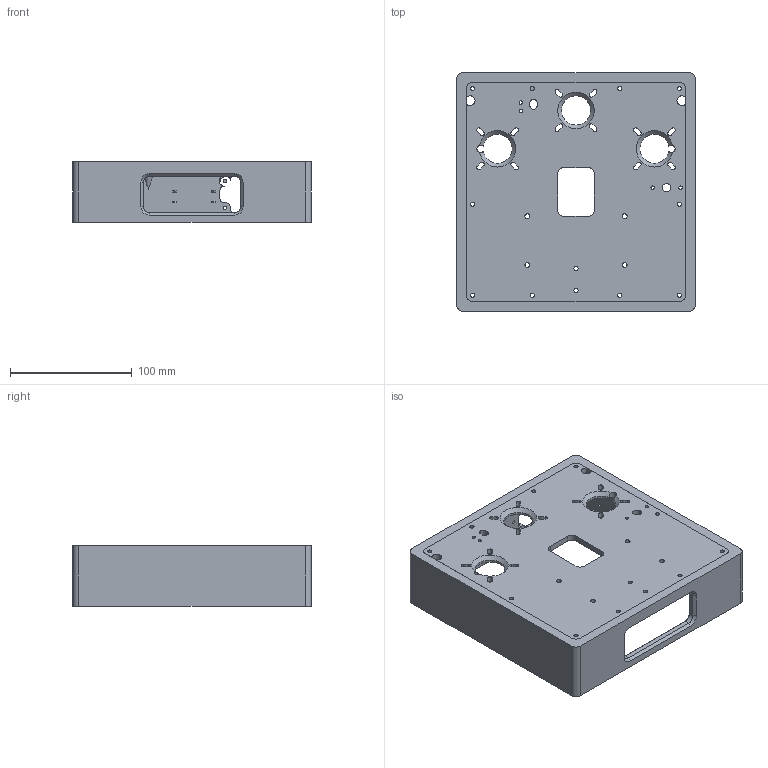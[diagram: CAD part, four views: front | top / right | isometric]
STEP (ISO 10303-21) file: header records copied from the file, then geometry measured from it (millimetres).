
FILE_DESCRIPTION(('FreeCAD Model'),'2;1');
FILE_NAME('Open CASCADE Shape Model','2023-05-10T20:46:16',('Author'),( ''),'Open CASCADE STEP processor 7.5','FreeCAD','Unknown');
FILE_SCHEMA(('AUTOMOTIVE_DESIGN { 1 0 10303 214 1 1 1 1 }'));
Length unit declared in the file: millimetre
Products named in the file (3): clonebot_tantillus; drilled.elec.lid; beveled.elec.room
Assembly tree (2 placements, depth 2):
  clonebot_tantillus
    drilled.elec.lid
    beveled.elec.room
Bounding box: 196 x 196 x 50 mm (x, y, z)
Volume: 415779.8 mm3; surface area: 152621.5 mm2
Topology: 2 solids, 2 shells, 426 faces, 1173 edges, 767 vertices
Faces by surface type: plane 237, cylinder 150, cone 27, torus 12
Full cylindrical faces by diameter (mm): 2.8 x8, 3.4 x12, 4 x4, 7 x1, 24 x1
Entity records: 29277 total; most frequent: CARTESIAN_POINT 6553, DIRECTION 3971, ORIENTED_EDGE 2348, PCURVE 2348, DEFINITIONAL_REPRESENTATION 2348, LINE 2143, VECTOR 2143, EDGE_CURVE 1174
